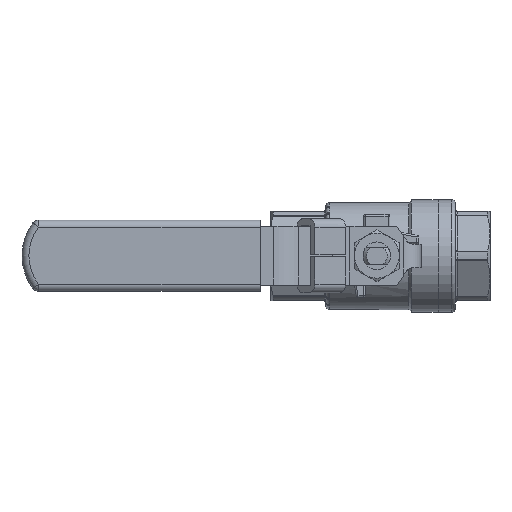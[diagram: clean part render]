
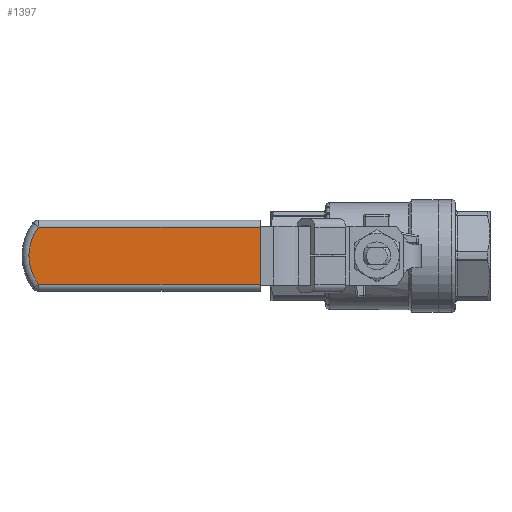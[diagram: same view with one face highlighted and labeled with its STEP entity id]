
A CAD part, top view. The second image highlights one B-rep face of the part: STEP entity #1397.
In plain terms, the highlighted planar face has unit normal (0, 0, 1).
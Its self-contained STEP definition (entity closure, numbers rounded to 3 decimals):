
#1397=ADVANCED_FACE('',(#2430),#2431,.T.);
#2430=FACE_OUTER_BOUND('',#7511,.T.);
#2431=PLANE('',#7512);
#7511=EDGE_LOOP('',(#10590,#10591,#10592,#10593));
#7512=AXIS2_PLACEMENT_3D('',#10594,#10595,#10596);
#10590=ORIENTED_EDGE('',*,*,#12183,.T.);
#10591=ORIENTED_EDGE('',*,*,#12147,.T.);
#10592=ORIENTED_EDGE('',*,*,#12164,.T.);
#10593=ORIENTED_EDGE('',*,*,#12185,.T.);
#10594=CARTESIAN_POINT('',(19.9,0.,128.4));
#10595=DIRECTION('',(0.0,0.0,1.0));
#10596=DIRECTION('',(1.0,0.0,0.0));
#12147=EDGE_CURVE('',#13806,#13803,#13807,.T.);
#12164=EDGE_CURVE('',#13803,#13836,#13838,.T.);
#12183=EDGE_CURVE('',#13857,#13806,#13866,.T.);
#12185=EDGE_CURVE('',#13836,#13857,#13868,.T.);
#13803=VERTEX_POINT('',#18703);
#13806=VERTEX_POINT('',#18706);
#13807=LINE('',#18707,#18708);
#13836=VERTEX_POINT('',#18746);
#13838=LINE('',#18748,#18749);
#13857=VERTEX_POINT('',#18775);
#13866=CIRCLE('',#18785,13.8);
#13868=LINE('',#18787,#18788);
#18703=CARTESIAN_POINT('',(-33.3,8.3,128.4));
#18706=CARTESIAN_POINT('',(30.925,8.3,128.4));
#18707=CARTESIAN_POINT('',(-33.3,8.3,128.4));
#18708=VECTOR('',#20739,1.0);
#18746=CARTESIAN_POINT('',(-33.3,-8.3,128.4));
#18748=CARTESIAN_POINT('',(-33.3,10.3,128.4));
#18749=VECTOR('',#20770,1.0);
#18775=CARTESIAN_POINT('',(30.925,-8.3,128.4));
#18785=AXIS2_PLACEMENT_3D('',#20809,#20810,#20811);
#18787=CARTESIAN_POINT('',(31.881,-8.3,128.4));
#18788=VECTOR('',#20815,1.0);
#20739=DIRECTION('',(-1.0,0.0,0.0));
#20770=DIRECTION('',(0.,-1.0,0.0));
#20809=CARTESIAN_POINT('',(19.9,0.,128.4));
#20810=DIRECTION('',(0.0,0.0,1.0));
#20811=DIRECTION('',(1.0,0.0,0.0));
#20815=DIRECTION('',(1.0,0.0,0.0));
